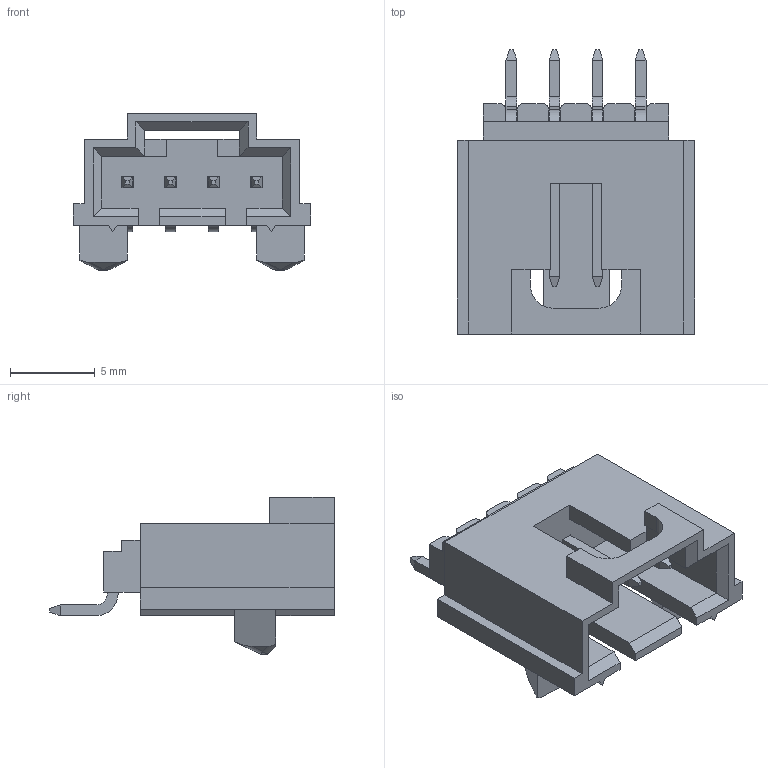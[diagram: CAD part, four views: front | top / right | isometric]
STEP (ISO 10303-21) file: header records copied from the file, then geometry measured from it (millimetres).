
FILE_DESCRIPTION( ( '' ), ' ' );
FILE_NAME( '5b58fa763f11060ee71feea5.step', '2018-07-25T22:32:23', ( '' ), ( '' ), ' ', ' ', ' ' );
FILE_SCHEMA( ( 'AUTOMOTIVE_DESIGN { 1 0 10303 214 1 1 1 1 }' ) );
Length unit declared in the file: metre
Products named in the file (29): Open CASCADE STEP translator 6.8 2; Open CASCADE STEP translator 6.8 1
Bounding box: 13.97 x 16.76 x 9.29 mm (x, y, z)
Volume: 515.7 mm3; surface area: 1102.6 mm2
Topology: 5 solids, 5 shells, 227 faces, 638 edges, 440 vertices
Faces by surface type: plane 181, cylinder 37, bspline 9
Entity records: 12778 total; most frequent: CARTESIAN_POINT 1739, ORIENTED_EDGE 1228, DIRECTION 1162, STYLED_ITEM 855, PRESENTATION_STYLE_ASSIGNMENT 855, COLOUR_RGB 855, CURVE_STYLE 628, DRAUGHTING_PRE_DEFINED_CURVE_FONT 628
